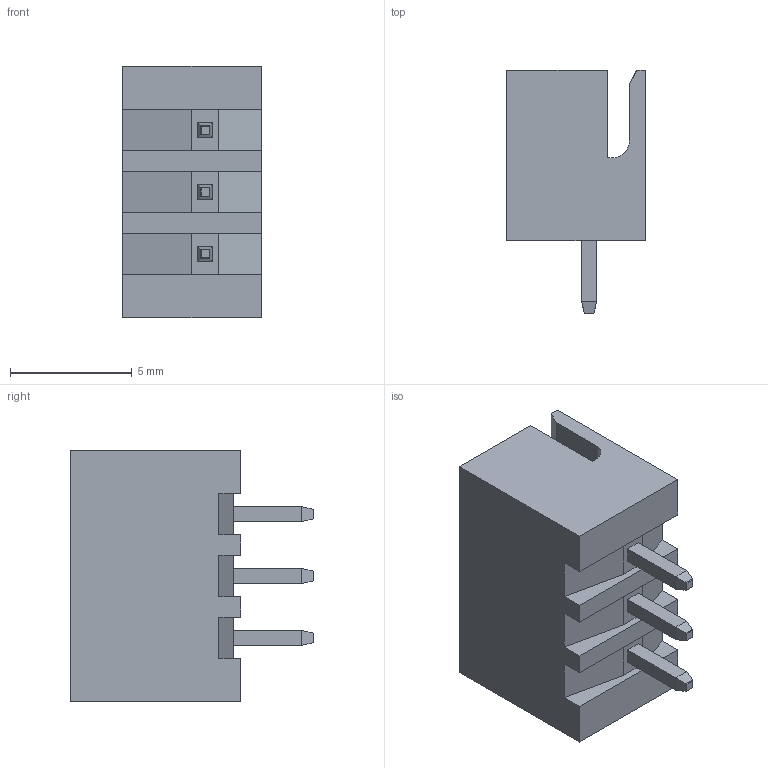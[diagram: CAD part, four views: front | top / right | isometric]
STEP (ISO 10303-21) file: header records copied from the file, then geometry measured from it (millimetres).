
FILE_DESCRIPTION(/* description */ (''),/* implementation_level */ '2;1');
FILE_NAME(/* name */ 'JST_3Pin.step',/* time_stamp */ '2024-05-09T16:18:30+05:30',/* author */ (''),/* organization */ (''),/* preprocessor_version */ 'ST-DEVELOPER v20',/* originating_system */ 'Autodesk Translation Framework v12.20.1.177',/* authorisation */ '');
FILE_SCHEMA (('AUTOMOTIVE_DESIGN { 1 0 10303 214 3 1 1 }'));
Length unit declared in the file: millimetre
Products named in the file (1): CONNECTOR WHITE JST XH 3 PIN - 2,54 mm
Bounding box: 5.7 x 10 x 10.34 mm (x, y, z)
Volume: 176 mm3; surface area: 538.4 mm2
Topology: 1 solids, 1 shells, 144 faces, 358 edges, 222 vertices
Faces by surface type: plane 106, cylinder 38
Entity records: 4374 total; most frequent: CARTESIAN_POINT 725, ORIENTED_EDGE 716, DIRECTION 702, EDGE_CURVE 358, LINE 304, VECTOR 304, VERTEX_POINT 222, AXIS2_PLACEMENT_3D 199
